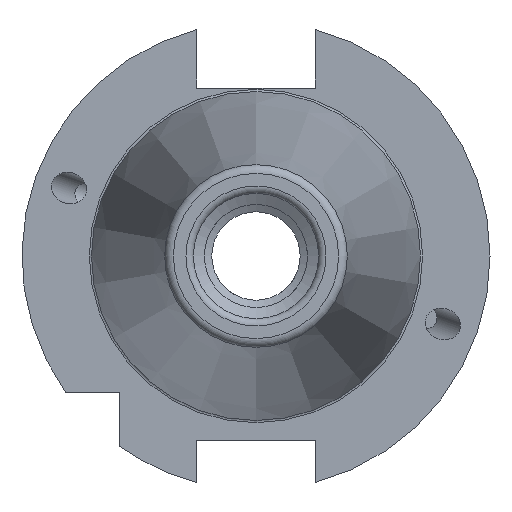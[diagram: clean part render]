
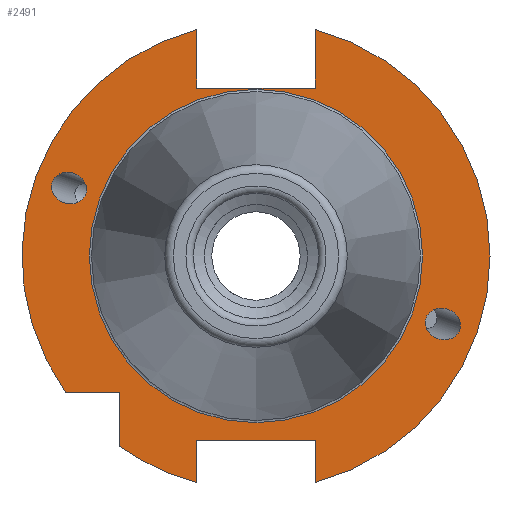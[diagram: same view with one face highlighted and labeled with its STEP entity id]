
A CAD part, left-side view. The second image highlights one B-rep face of the part: STEP entity #2491.
In plain terms, the highlighted planar face has unit normal (-1, 0, 0).
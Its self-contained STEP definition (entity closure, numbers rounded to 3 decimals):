
#525=CARTESIAN_POINT('',(3.2,-23.093,-8.405));
#526=VERTEX_POINT('',#525);
#527=CARTESIAN_POINT('',(3.2,-25.372,-9.235));
#528=DIRECTION('',(1.0,0.0,0.0));
#529=DIRECTION('',(0.0,-0.94,-0.342));
#530=AXIS2_PLACEMENT_3D('',#527,#528,#529);
#531=ELLIPSE('',#530,2.425,2.1);
#532=EDGE_CURVE('',#526,#526,#531,.T.);
#562=CARTESIAN_POINT('',(3.2,23.093,8.405));
#563=VERTEX_POINT('',#562);
#564=CARTESIAN_POINT('',(3.2,25.372,9.235));
#565=DIRECTION('',(1.0,0.0,0.0));
#566=DIRECTION('',(0.0,0.94,0.342));
#567=AXIS2_PLACEMENT_3D('',#564,#565,#566);
#568=ELLIPSE('',#567,2.425,2.1);
#569=EDGE_CURVE('',#563,#563,#568,.T.);
#1514=CARTESIAN_POINT('',(3.2,18.5,-18.5));
#1515=VERTEX_POINT('',#1514);
#1516=CARTESIAN_POINT('',(3.2,18.5,-25.834));
#1517=VERTEX_POINT('',#1516);
#1518=CARTESIAN_POINT('',(3.2,18.5,-18.5));
#1519=DIRECTION('',(0.0,0.0,-1.0));
#1520=VECTOR('',#1519,7.334);
#1521=LINE('',#1518,#1520);
#1522=EDGE_CURVE('',#1515,#1517,#1521,.T.);
#1646=CARTESIAN_POINT('',(3.2,25.834,-18.5));
#1647=VERTEX_POINT('',#1646);
#1648=CARTESIAN_POINT('',(3.2,25.834,-18.5));
#1649=DIRECTION('',(0.0,-1.0,0.0));
#1650=VECTOR('',#1649,7.334);
#1651=LINE('',#1648,#1650);
#1652=EDGE_CURVE('',#1647,#1515,#1651,.T.);
#1754=CARTESIAN_POINT('',(3.2,8.05,30.738));
#1755=VERTEX_POINT('',#1754);
#1756=CARTESIAN_POINT('',(3.2,0.0,0.));
#1757=DIRECTION('',(-1.0,0.0,0.));
#1758=DIRECTION('',(0.,0.0,1.0));
#1759=AXIS2_PLACEMENT_3D('',#1756,#1757,#1758);
#1760=CIRCLE('',#1759,31.775);
#1761=EDGE_CURVE('',#1755,#1647,#1760,.T.);
#2239=CARTESIAN_POINT('',(3.2,8.05,-25.0));
#2240=VERTEX_POINT('',#2239);
#2247=CARTESIAN_POINT('',(3.2,8.05,-30.738));
#2248=VERTEX_POINT('',#2247);
#2249=CARTESIAN_POINT('',(3.2,8.05,-30.738));
#2250=DIRECTION('',(0.0,0.0,1.0));
#2251=VECTOR('',#2250,5.738);
#2252=LINE('',#2249,#2251);
#2253=EDGE_CURVE('',#2248,#2240,#2252,.T.);
#2303=CARTESIAN_POINT('',(3.2,-8.05,-30.738));
#2304=VERTEX_POINT('',#2303);
#2311=CARTESIAN_POINT('',(3.2,-8.05,-25.0));
#2312=VERTEX_POINT('',#2311);
#2313=CARTESIAN_POINT('',(3.2,-8.05,-25.0));
#2314=DIRECTION('',(0.0,0.0,-1.0));
#2315=VECTOR('',#2314,5.738);
#2316=LINE('',#2313,#2315);
#2317=EDGE_CURVE('',#2312,#2304,#2316,.T.);
#2336=CARTESIAN_POINT('',(3.2,8.05,-25.0));
#2337=DIRECTION('',(0.0,-1.0,0.0));
#2338=VECTOR('',#2337,16.1);
#2339=LINE('',#2336,#2338);
#2340=EDGE_CURVE('',#2240,#2312,#2339,.T.);
#2423=CARTESIAN_POINT('',(3.2,0.0,27.233));
#2424=DIRECTION('',(-1.0,0.0,0.0));
#2425=DIRECTION('',(0.0,0.0,1.0));
#2426=AXIS2_PLACEMENT_3D('',#2423,#2424,#2425);
#2427=PLANE('',#2426);
#2428=ORIENTED_EDGE('',*,*,#1522,.T.);
#2429=CARTESIAN_POINT('',(3.2,0.0,0.));
#2430=DIRECTION('',(-1.0,0.0,0.));
#2431=DIRECTION('',(0.,0.0,1.0));
#2432=AXIS2_PLACEMENT_3D('',#2429,#2430,#2431);
#2433=CIRCLE('',#2432,31.775);
#2434=EDGE_CURVE('',#1517,#2248,#2433,.T.);
#2435=ORIENTED_EDGE('',*,*,#2434,.T.);
#2436=ORIENTED_EDGE('',*,*,#2253,.T.);
#2437=ORIENTED_EDGE('',*,*,#2340,.T.);
#2438=ORIENTED_EDGE('',*,*,#2317,.T.);
#2439=CARTESIAN_POINT('',(3.2,-8.05,30.738));
#2440=VERTEX_POINT('',#2439);
#2441=CARTESIAN_POINT('',(3.2,0.0,0.));
#2442=DIRECTION('',(-1.0,0.0,0.));
#2443=DIRECTION('',(0.,0.0,1.0));
#2444=AXIS2_PLACEMENT_3D('',#2441,#2442,#2443);
#2445=CIRCLE('',#2444,31.775);
#2446=EDGE_CURVE('',#2304,#2440,#2445,.T.);
#2447=ORIENTED_EDGE('',*,*,#2446,.T.);
#2448=CARTESIAN_POINT('',(3.2,-8.05,22.8));
#2449=VERTEX_POINT('',#2448);
#2450=CARTESIAN_POINT('',(3.2,-8.05,30.738));
#2451=DIRECTION('',(0.0,0.0,-1.0));
#2452=VECTOR('',#2451,7.938);
#2453=LINE('',#2450,#2452);
#2454=EDGE_CURVE('',#2440,#2449,#2453,.T.);
#2455=ORIENTED_EDGE('',*,*,#2454,.T.);
#2456=CARTESIAN_POINT('',(3.2,8.05,22.8));
#2457=VERTEX_POINT('',#2456);
#2458=CARTESIAN_POINT('',(3.2,-8.05,22.8));
#2459=DIRECTION('',(0.0,1.0,0.0));
#2460=VECTOR('',#2459,16.1);
#2461=LINE('',#2458,#2460);
#2462=EDGE_CURVE('',#2449,#2457,#2461,.T.);
#2463=ORIENTED_EDGE('',*,*,#2462,.T.);
#2464=CARTESIAN_POINT('',(3.2,8.05,22.8));
#2465=DIRECTION('',(0.0,0.0,1.0));
#2466=VECTOR('',#2465,7.938);
#2467=LINE('',#2464,#2466);
#2468=EDGE_CURVE('',#2457,#1755,#2467,.T.);
#2469=ORIENTED_EDGE('',*,*,#2468,.T.);
#2470=ORIENTED_EDGE('',*,*,#1761,.T.);
#2471=ORIENTED_EDGE('',*,*,#1652,.T.);
#2472=EDGE_LOOP('',(#2428,#2435,#2436,#2437,#2438,#2447,#2455,#2463,#2469,#2470,#2471));
#2473=FACE_OUTER_BOUND('',#2472,.T.);
#2474=ORIENTED_EDGE('',*,*,#532,.T.);
#2475=EDGE_LOOP('',(#2474));
#2476=FACE_BOUND('',#2475,.T.);
#2477=ORIENTED_EDGE('',*,*,#569,.T.);
#2478=EDGE_LOOP('',(#2477));
#2479=FACE_BOUND('',#2478,.T.);
#2480=CARTESIAN_POINT('',(3.2,22.625,0.0));
#2481=VERTEX_POINT('',#2480);
#2482=CARTESIAN_POINT('',(3.2,0.0,0.0));
#2483=DIRECTION('',(-1.0,0.0,0.0));
#2484=DIRECTION('',(0.0,1.0,0.0));
#2485=AXIS2_PLACEMENT_3D('',#2482,#2483,#2484);
#2486=CIRCLE('',#2485,22.625);
#2487=EDGE_CURVE('',#2481,#2481,#2486,.T.);
#2488=ORIENTED_EDGE('',*,*,#2487,.F.);
#2489=EDGE_LOOP('',(#2488));
#2490=FACE_BOUND('',#2489,.T.);
#2491=ADVANCED_FACE('',(#2473,#2476,#2479,#2490),#2427,.T.);
